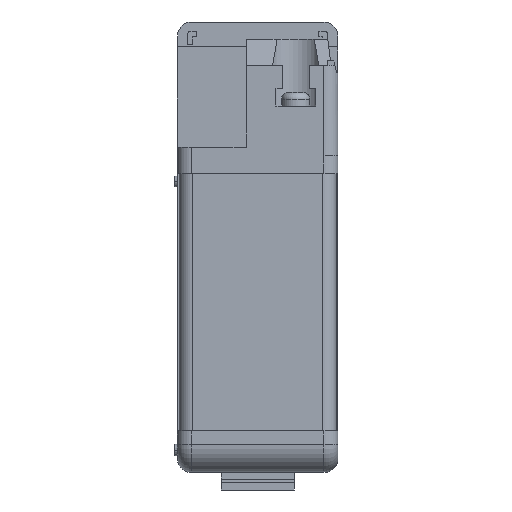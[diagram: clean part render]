
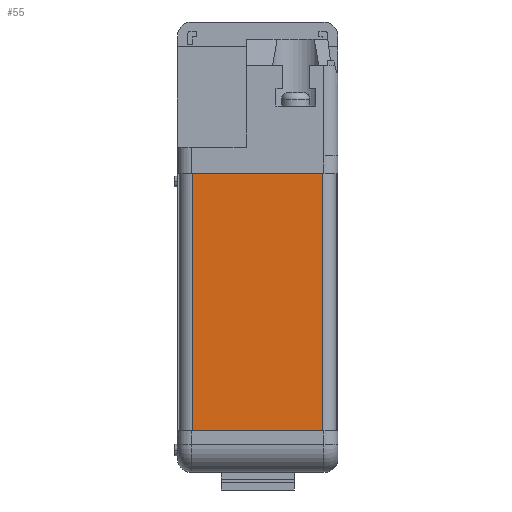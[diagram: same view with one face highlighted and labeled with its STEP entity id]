
A CAD part, front view. The second image highlights one B-rep face of the part: STEP entity #55.
In plain terms, the highlighted planar face has unit normal (0, -1, 0).
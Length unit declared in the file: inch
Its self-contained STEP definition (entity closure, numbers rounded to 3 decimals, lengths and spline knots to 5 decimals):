
#55 = ADVANCED_FACE ( 'NONE', ( #169 ), #15254, .T. ) ;
#169 = FACE_OUTER_BOUND ( 'NONE', #3641, .T. ) ;
#924 = CARTESIAN_POINT ( 'NONE',  ( 0.5775, -2.9375, 0.655 ) ) ;
#1533 = VERTEX_POINT ( 'NONE', #3915 ) ;
#2292 = VERTEX_POINT ( 'NONE', #924 ) ;
#2932 = ORIENTED_EDGE ( 'NONE', *, *, #21323, .F. ) ;
#3071 = DIRECTION ( 'NONE',  ( 0., 0., -1. ) ) ;
#3641 = EDGE_LOOP ( 'NONE', ( #7154, #2932, #11669, #5455 ) ) ;
#3915 = CARTESIAN_POINT ( 'NONE',  ( -0.5775, -2.9375, 0.655 ) ) ;
#4308 = CARTESIAN_POINT ( 'NONE',  ( 0.5775, -2.9375, 0.655 ) ) ;
#4421 = VERTEX_POINT ( 'NONE', #20997 ) ;
#4627 = VERTEX_POINT ( 'NONE', #14301 ) ;
#5455 = ORIENTED_EDGE ( 'NONE', *, *, #14633, .T. ) ;
#6138 = DIRECTION ( 'NONE',  ( 0., 0., -1. ) ) ;
#6789 = VECTOR ( 'NONE', #3071, 39.37008 ) ;
#7154 = ORIENTED_EDGE ( 'NONE', *, *, #21291, .F. ) ;
#7165 = DIRECTION ( 'NONE',  ( -1., 0., 0. ) ) ;
#8064 = DIRECTION ( 'NONE',  ( -1., 0., 0. ) ) ;
#11669 = ORIENTED_EDGE ( 'NONE', *, *, #12441, .T. ) ;
#12235 = LINE ( 'NONE', #23126, #6789 ) ;
#12368 = VECTOR ( 'NONE', #17208, 39.37008 ) ;
#12441 = EDGE_CURVE ( 'NONE', #2292, #1533, #22821, .T. ) ;
#12697 = CARTESIAN_POINT ( 'NONE',  ( 0.5775, -2.9375, 0.655 ) ) ;
#13526 = LINE ( 'NONE', #15320, #17810 ) ;
#14301 = CARTESIAN_POINT ( 'NONE',  ( 0.5775, -2.9375, -1.63 ) ) ;
#14633 = EDGE_CURVE ( 'NONE', #1533, #4421, #12235, .T. ) ;
#15254 = PLANE ( 'NONE',  #17495 ) ;
#15320 = CARTESIAN_POINT ( 'NONE',  ( 0.5775, -2.9375, -1.63 ) ) ;
#17048 = DIRECTION ( 'NONE',  ( 0., -1., 0. ) ) ;
#17192 = LINE ( 'NONE', #18984, #12368 ) ;
#17208 = DIRECTION ( 'NONE',  ( 0., 0., -1. ) ) ;
#17495 = AXIS2_PLACEMENT_3D ( 'NONE', #4308, #17048, #6138 ) ;
#17810 = VECTOR ( 'NONE', #8064, 39.37008 ) ;
#18984 = CARTESIAN_POINT ( 'NONE',  ( 0.5775, -2.9375, 0.655 ) ) ;
#20997 = CARTESIAN_POINT ( 'NONE',  ( -0.5775, -2.9375, -1.63 ) ) ;
#21291 = EDGE_CURVE ( 'NONE', #4627, #4421, #13526, .T. ) ;
#21323 = EDGE_CURVE ( 'NONE', #2292, #4627, #17192, .T. ) ;
#22262 = VECTOR ( 'NONE', #7165, 39.37008 ) ;
#22821 = LINE ( 'NONE', #12697, #22262 ) ;
#23126 = CARTESIAN_POINT ( 'NONE',  ( -0.5775, -2.9375, 0.655 ) ) ;
